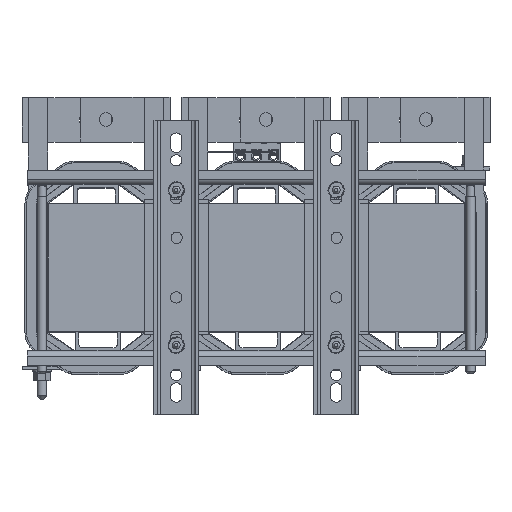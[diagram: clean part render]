
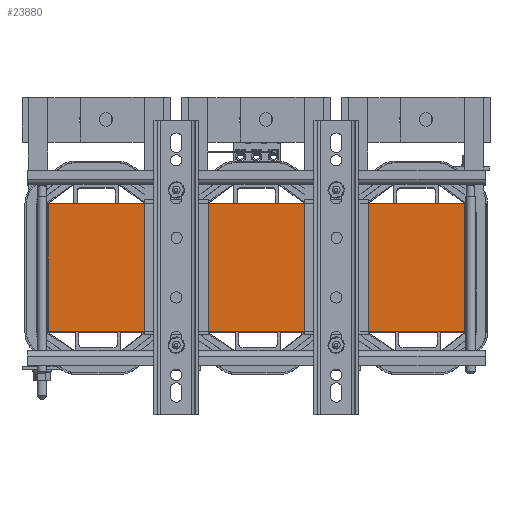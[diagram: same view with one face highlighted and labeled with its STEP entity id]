
A CAD part, top view. The second image highlights one B-rep face of the part: STEP entity #23880.
In plain terms, the highlighted face is planar.
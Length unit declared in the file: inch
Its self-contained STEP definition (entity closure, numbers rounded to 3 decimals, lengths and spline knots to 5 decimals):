
#2510=FACE_OUTER_BOUND('',#3840,.T.);
#3840=EDGE_LOOP('',(#17203,#17204,#17205,#17206));
#5578=LINE('',#35126,#7991);
#5586=LINE('',#35141,#7999);
#5587=LINE('',#35144,#8000);
#5588=LINE('',#35145,#8001);
#7991=VECTOR('',#28850,0.3937);
#7999=VECTOR('',#28862,0.3937);
#8000=VECTOR('',#28865,0.3937);
#8001=VECTOR('',#28866,0.3937);
#10340=VERTEX_POINT('',#35124);
#10341=VERTEX_POINT('',#35125);
#10346=VERTEX_POINT('',#35139);
#10347=VERTEX_POINT('',#35143);
#12917=EDGE_CURVE('',#10340,#10341,#5578,.T.);
#12925=EDGE_CURVE('',#10346,#10341,#5586,.T.);
#12926=EDGE_CURVE('',#10346,#10347,#5587,.T.);
#12927=EDGE_CURVE('',#10340,#10347,#5588,.T.);
#17203=ORIENTED_EDGE('',*,*,#12926,.T.);
#17204=ORIENTED_EDGE('',*,*,#12927,.F.);
#17205=ORIENTED_EDGE('',*,*,#12917,.T.);
#17206=ORIENTED_EDGE('',*,*,#12925,.F.);
#23018=PLANE('',#25968);
#23880=ADVANCED_FACE('',(#2510),#23018,.T.);
#25968=AXIS2_PLACEMENT_3D('',#35142,#28863,#28864);
#28850=DIRECTION('',(0.,1.,0.));
#28862=DIRECTION('',(0.,0.,-1.));
#28863=DIRECTION('center_axis',(1.,0.,0.));
#28864=DIRECTION('ref_axis',(0.,0.,-1.));
#28865=DIRECTION('',(0.,-1.,0.));
#28866=DIRECTION('',(0.,0.,1.));
#35124=CARTESIAN_POINT('',(2.53165,-4.15155,-8.125));
#35125=CARTESIAN_POINT('',(2.53165,0.84845,-8.125));
#35126=CARTESIAN_POINT('',(2.53165,0.84845,-8.125));
#35139=CARTESIAN_POINT('',(2.53165,0.84845,8.125));
#35141=CARTESIAN_POINT('',(2.53165,0.84845,0.));
#35142=CARTESIAN_POINT('Origin',(2.53165,0.84845,0.));
#35143=CARTESIAN_POINT('',(2.53165,-4.15155,8.125));
#35144=CARTESIAN_POINT('',(2.53165,0.84845,8.125));
#35145=CARTESIAN_POINT('',(2.53165,-4.15155,0.));
